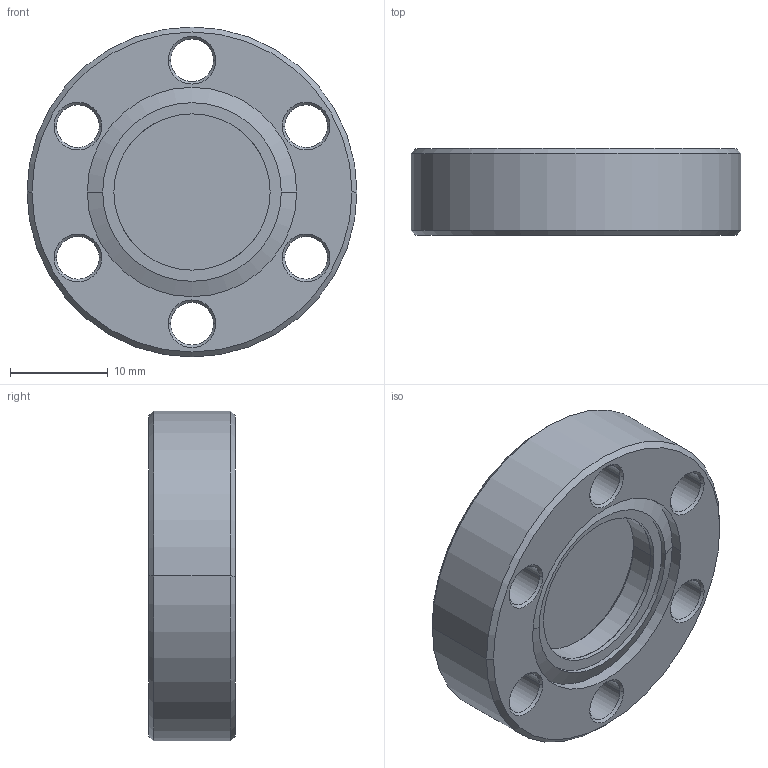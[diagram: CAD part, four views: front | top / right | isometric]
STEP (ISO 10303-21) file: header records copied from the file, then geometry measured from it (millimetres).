
FILE_DESCRIPTION (( 'STEP AP203' ), '1' );
FILE_NAME ('A8695-1-CF.STEP', '2012-02-14T14:13:18', ( '' ), ( '' ), 'SwSTEP 2.0', 'SolidWorks 2011', '' );
FILE_SCHEMA (( 'CONFIG_CONTROL_DESIGN' ));
Length unit declared in the file: inch
Products named in the file (1): A8695-1-CF
Bounding box: 33.78 x 8.86 x 33.78 mm (x, y, z)
Volume: 5129.5 mm3; surface area: 4713.9 mm2
Topology: 1 solids, 1 shells, 80 faces, 170 edges, 100 vertices
Faces by surface type: cylinder 34, cone 34, plane 10, torus 2
Entity records: 2259 total; most frequent: DIRECTION 434, CARTESIAN_POINT 351, ORIENTED_EDGE 340, AXIS2_PLACEMENT_3D 183, EDGE_CURVE 170, CIRCLE 102, EDGE_LOOP 100, VERTEX_POINT 100
